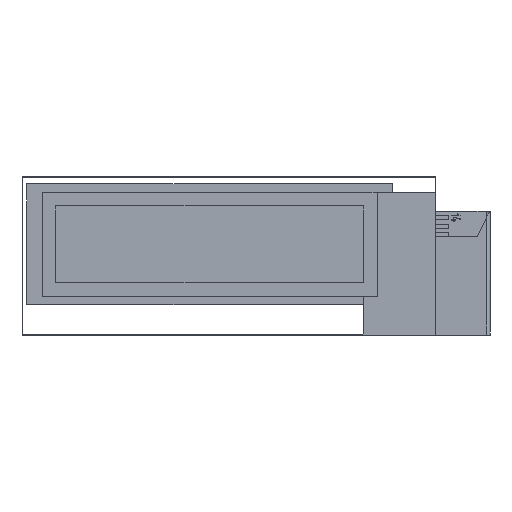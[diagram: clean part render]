
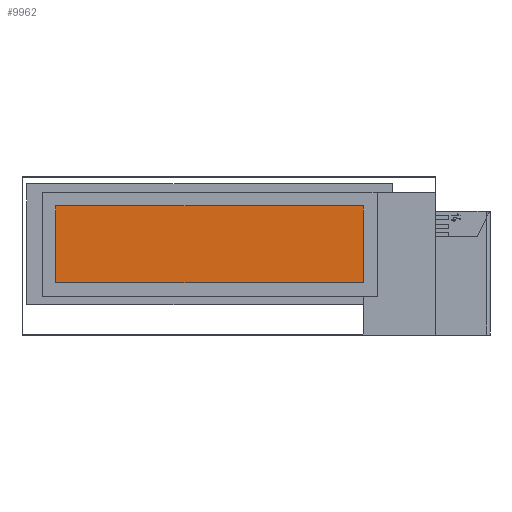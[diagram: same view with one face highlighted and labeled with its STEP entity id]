
A CAD part, top view. The second image highlights one B-rep face of the part: STEP entity #9962.
In plain terms, the highlighted planar face has unit normal (0, 0, 1).
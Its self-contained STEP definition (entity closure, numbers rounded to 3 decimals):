
#813=ORIENTED_EDGE('',*,*,#2820,.F.);
#814=ORIENTED_EDGE('',*,*,#2828,.F.);
#815=ORIENTED_EDGE('',*,*,#2826,.F.);
#816=ORIENTED_EDGE('',*,*,#2823,.F.);
#2820=EDGE_CURVE('',#3832,#3829,#4488,.T.);
#2823=EDGE_CURVE('',#3829,#3833,#4491,.T.);
#2826=EDGE_CURVE('',#3833,#3835,#4494,.T.);
#2828=EDGE_CURVE('',#3835,#3832,#4496,.T.);
#3829=VERTEX_POINT('',#12820);
#3832=VERTEX_POINT('',#12825);
#3833=VERTEX_POINT('',#12829);
#3835=VERTEX_POINT('',#12835);
#4488=LINE('',#12826,#5140);
#4491=LINE('',#12832,#5143);
#4494=LINE('',#12838,#5146);
#4496=LINE('',#12841,#5148);
#5140=VECTOR('',#11056,1000.);
#5143=VECTOR('',#11061,1000.);
#5146=VECTOR('',#11066,1000.);
#5148=VECTOR('',#11070,1000.);
#5651=EDGE_LOOP('',(#813,#814,#815,#816));
#6131=FACE_BOUND('',#5651,.T.);
#6575=PLANE('',#10422);
#9962=ADVANCED_FACE('',(#6131),#6575,.F.);
#10422=AXIS2_PLACEMENT_3D('',#12842,#11071,#11072);
#11056=DIRECTION('',(0.,1.,0.));
#11061=DIRECTION('',(1.,0.,0.));
#11066=DIRECTION('',(0.,-1.,0.));
#11070=DIRECTION('',(-1.,0.,0.));
#11071=DIRECTION('',(0.,0.,-1.));
#11072=DIRECTION('',(-1.,0.,0.));
#12820=CARTESIAN_POINT('',(-11.192,2.792,0.508));
#12825=CARTESIAN_POINT('',(-11.192,-2.792,0.508));
#12826=CARTESIAN_POINT('',(-11.192,-2.792,0.508));
#12829=CARTESIAN_POINT('',(11.192,2.792,0.508));
#12832=CARTESIAN_POINT('',(-11.192,2.792,0.508));
#12835=CARTESIAN_POINT('',(11.192,-2.792,0.508));
#12838=CARTESIAN_POINT('',(11.192,2.792,0.508));
#12841=CARTESIAN_POINT('',(11.192,-2.792,0.508));
#12842=CARTESIAN_POINT('',(0.,0.,0.508));
